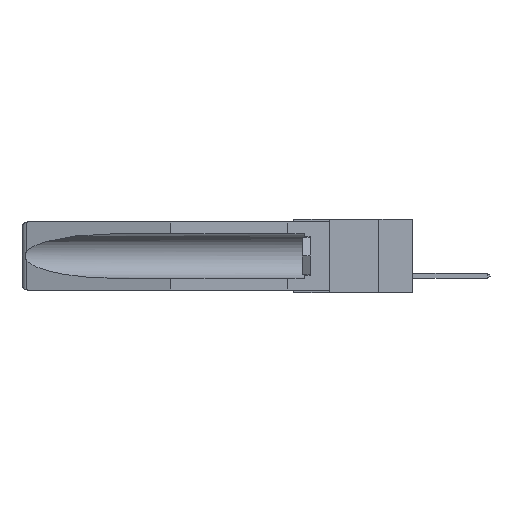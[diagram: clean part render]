
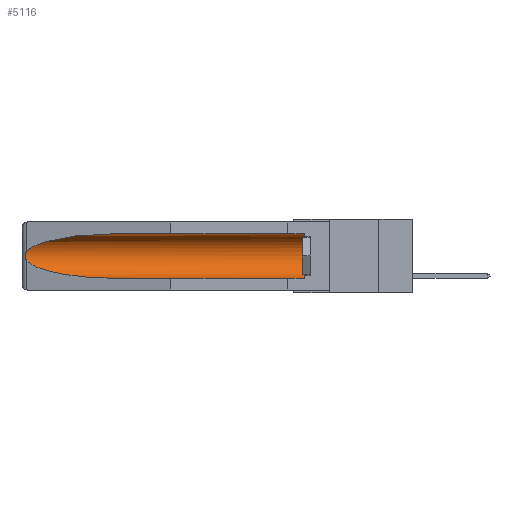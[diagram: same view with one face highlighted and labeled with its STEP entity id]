
A CAD part, left-side view. The second image highlights one B-rep face of the part: STEP entity #5116.
In plain terms, the highlighted cylindrical face has radius 2.857 mm (diameter 5.715 mm), a partial arc.
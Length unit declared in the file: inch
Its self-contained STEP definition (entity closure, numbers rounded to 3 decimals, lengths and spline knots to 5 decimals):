
#324 = DIRECTION ( 'NONE',  ( 0., 1., 0. ) ) ;
#505 = VERTEX_POINT ( 'NONE', #3409 ) ;
#685 = EDGE_LOOP ( 'NONE', ( #3989, #15143, #3556, #7112, #14580, #12171 ) ) ;
#775 = CARTESIAN_POINT ( 'NONE',  ( 0.2675, 1.53308, -0.17534 ) ) ;
#1195 =( BOUNDED_CURVE ( )  B_SPLINE_CURVE ( 3, ( #3481, #10166, #8889, #14270 ),
 .UNSPECIFIED., .F., .F. ) 
 B_SPLINE_CURVE_WITH_KNOTS ( ( 4, 4 ),
 ( 4.71239, 6.08839 ),
 .UNSPECIFIED. ) 
 CURVE ( )  GEOMETRIC_REPRESENTATION_ITEM ( )  RATIONAL_B_SPLINE_CURVE ( ( 1., 0.848, 0.848, 1. ) ) 
 REPRESENTATION_ITEM ( '' )  );
#1371 = VERTEX_POINT ( 'NONE', #14128 ) ;
#1910 = VERTEX_POINT ( 'NONE', #7428 ) ;
#2292 = CARTESIAN_POINT ( 'NONE',  ( 0.26597, 1.52961, -0.15275 ) ) ;
#2326 = EDGE_CURVE ( 'NONE', #16820, #2396, #5141, .T. ) ;
#2396 = VERTEX_POINT ( 'NONE', #13701 ) ;
#2533 = B_SPLINE_CURVE_WITH_KNOTS ( 'NONE', 3,
 ( #11984, #2292, #3741, #13186, #16084, #775, #11739, #9104, #9233, #11858 ),
 .UNSPECIFIED., .F., .F.,
 ( 4, 2, 2, 2, 4 ),
 ( 0., 0.00029, 0.00058, 0.00087, 0.00117 ),
 .UNSPECIFIED. ) ;
#3409 = CARTESIAN_POINT ( 'NONE',  ( 0.155, 1.07973, -0.059 ) ) ;
#3481 = CARTESIAN_POINT ( 'NONE',  ( 0.155, 1.07973, -0.059 ) ) ;
#3556 = ORIENTED_EDGE ( 'NONE', *, *, #17869, .T. ) ;
#3741 = CARTESIAN_POINT ( 'NONE',  ( 0.26654, 1.53092, -0.15636 ) ) ;
#3948 = FACE_OUTER_BOUND ( 'NONE', #685, .T. ) ;
#3972 = VECTOR ( 'NONE', #7167, 39.37008 ) ;
#3989 = ORIENTED_EDGE ( 'NONE', *, *, #11872, .T. ) ;
#4893 = AXIS2_PLACEMENT_3D ( 'NONE', #10819, #14724, #6733 ) ;
#5116 = ADVANCED_FACE ( 'NONE', ( #3948 ), #8901, .F. ) ;
#5141 = LINE ( 'NONE', #7341, #12442 ) ;
#5852 = EDGE_CURVE ( 'NONE', #16820, #1371, #16434, .T. ) ;
#6733 = DIRECTION ( 'NONE',  ( 0., 0., 1. ) ) ;
#6862 = CARTESIAN_POINT ( 'NONE',  ( 0.25451, 1.48313, -0.24835 ) ) ;
#6930 = CARTESIAN_POINT ( 'NONE',  ( 0.21114, 1.30732, -0.284 ) ) ;
#7112 = ORIENTED_EDGE ( 'NONE', *, *, #2326, .F. ) ;
#7167 = DIRECTION ( 'NONE',  ( 0., 1., 0. ) ) ;
#7341 = CARTESIAN_POINT ( 'NONE',  ( 0.155, -0.30754, -0.284 ) ) ;
#7428 = CARTESIAN_POINT ( 'NONE',  ( 0.26537, 1.52718, -0.14972 ) ) ;
#7756 = DIRECTION ( 'NONE',  ( 0., 0., 1. ) ) ;
#8248 = CARTESIAN_POINT ( 'NONE',  ( 0.155, 0.126, -0.284 ) ) ;
#8388 = CARTESIAN_POINT ( 'NONE',  ( 0.26537, 1.52718, -0.19328 ) ) ;
#8889 = CARTESIAN_POINT ( 'NONE',  ( 0.25451, 1.48313, -0.09465 ) ) ;
#8901 = CYLINDRICAL_SURFACE ( 'NONE', #12823, 0.1125 ) ;
#9104 = CARTESIAN_POINT ( 'NONE',  ( 0.26655, 1.53094, -0.18657 ) ) ;
#9233 = CARTESIAN_POINT ( 'NONE',  ( 0.26597, 1.5296, -0.19026 ) ) ;
#10166 = CARTESIAN_POINT ( 'NONE',  ( 0.21114, 1.30732, -0.059 ) ) ;
#10819 = CARTESIAN_POINT ( 'NONE',  ( 0.155, 0.126, -0.1715 ) ) ;
#11739 = CARTESIAN_POINT ( 'NONE',  ( 0.2673, 1.53269, -0.17917 ) ) ;
#11858 = CARTESIAN_POINT ( 'NONE',  ( 0.26537, 1.52718, -0.19328 ) ) ;
#11872 = EDGE_CURVE ( 'NONE', #505, #1910, #1195, .T. ) ;
#11984 = CARTESIAN_POINT ( 'NONE',  ( 0.26537, 1.52718, -0.14972 ) ) ;
#12171 = ORIENTED_EDGE ( 'NONE', *, *, #17511, .T. ) ;
#12442 = VECTOR ( 'NONE', #324, 39.37008 ) ;
#12823 = AXIS2_PLACEMENT_3D ( 'NONE', #17305, #17196, #7756 ) ;
#12843 = EDGE_CURVE ( 'NONE', #1910, #13043, #2533, .T. ) ;
#13043 = VERTEX_POINT ( 'NONE', #8388 ) ;
#13186 = CARTESIAN_POINT ( 'NONE',  ( 0.2673, 1.5327, -0.16383 ) ) ;
#13701 = CARTESIAN_POINT ( 'NONE',  ( 0.155, 1.07973, -0.284 ) ) ;
#14128 = CARTESIAN_POINT ( 'NONE',  ( 0.155, 0.126, -0.059 ) ) ;
#14270 = CARTESIAN_POINT ( 'NONE',  ( 0.26537, 1.52718, -0.14972 ) ) ;
#14558 =( BOUNDED_CURVE ( )  B_SPLINE_CURVE ( 3, ( #16482, #6862, #6930, #15151 ),
 .UNSPECIFIED., .F., .F. ) 
 B_SPLINE_CURVE_WITH_KNOTS ( ( 4, 4 ),
 ( 0.1948, 1.5708 ),
 .UNSPECIFIED. ) 
 CURVE ( )  GEOMETRIC_REPRESENTATION_ITEM ( )  RATIONAL_B_SPLINE_CURVE ( ( 1., 0.848, 0.848, 1. ) ) 
 REPRESENTATION_ITEM ( '' )  );
#14580 = ORIENTED_EDGE ( 'NONE', *, *, #5852, .T. ) ;
#14724 = DIRECTION ( 'NONE',  ( 0., -1., 0. ) ) ;
#15143 = ORIENTED_EDGE ( 'NONE', *, *, #12843, .T. ) ;
#15151 = CARTESIAN_POINT ( 'NONE',  ( 0.155, 1.07973, -0.284 ) ) ;
#15293 = CARTESIAN_POINT ( 'NONE',  ( 0.155, -0.30754, -0.059 ) ) ;
#16084 = CARTESIAN_POINT ( 'NONE',  ( 0.2675, 1.53308, -0.16763 ) ) ;
#16434 = CIRCLE ( 'NONE', #4893, 0.1125 ) ;
#16482 = CARTESIAN_POINT ( 'NONE',  ( 0.26537, 1.52718, -0.19328 ) ) ;
#16820 = VERTEX_POINT ( 'NONE', #8248 ) ;
#16906 = LINE ( 'NONE', #15293, #3972 ) ;
#17196 = DIRECTION ( 'NONE',  ( 0., 1., 0. ) ) ;
#17305 = CARTESIAN_POINT ( 'NONE',  ( 0.155, -0.30754, -0.1715 ) ) ;
#17511 = EDGE_CURVE ( 'NONE', #1371, #505, #16906, .T. ) ;
#17869 = EDGE_CURVE ( 'NONE', #13043, #2396, #14558, .T. ) ;
